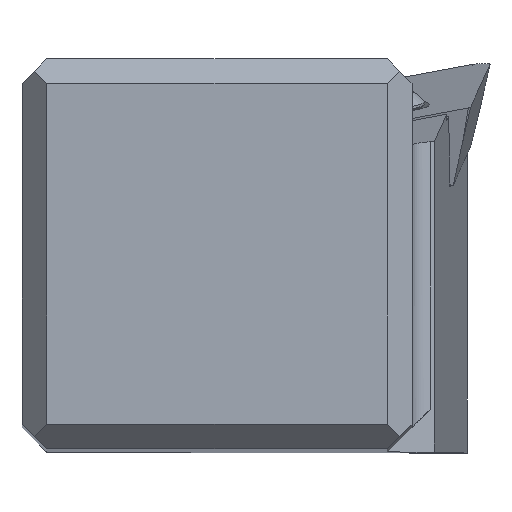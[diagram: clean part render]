
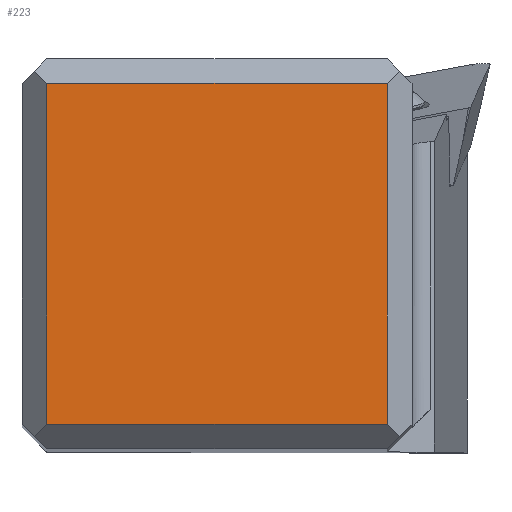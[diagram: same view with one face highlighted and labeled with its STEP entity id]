
A CAD part, top view. The second image highlights one B-rep face of the part: STEP entity #223.
In plain terms, the highlighted planar face has unit normal (0, 0, 1).
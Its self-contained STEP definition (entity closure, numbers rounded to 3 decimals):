
#142=FACE_OUTER_BOUND('',#364,.T.);
#223=ADVANCED_FACE('',(#142),#293,.T.);
#293=PLANE('',#1785);
#364=EDGE_LOOP('',(#639,#640,#641,#642));
#639=ORIENTED_EDGE('',*,*,#1142,.F.);
#640=ORIENTED_EDGE('',*,*,#1143,.T.);
#641=ORIENTED_EDGE('',*,*,#1144,.T.);
#642=ORIENTED_EDGE('',*,*,#1099,.F.);
#924=VERTEX_POINT('',#2525);
#925=VERTEX_POINT('',#2527);
#952=VERTEX_POINT('',#2610);
#953=VERTEX_POINT('',#2614);
#1099=EDGE_CURVE('',#924,#925,#1420,.T.);
#1142=EDGE_CURVE('',#952,#924,#1459,.T.);
#1143=EDGE_CURVE('',#952,#953,#1460,.T.);
#1144=EDGE_CURVE('',#953,#925,#1461,.T.);
#1420=LINE('',#2526,#1567);
#1459=LINE('',#2611,#1606);
#1460=LINE('',#2613,#1607);
#1461=LINE('',#2615,#1608);
#1567=VECTOR('',#2057,1.);
#1606=VECTOR('',#2132,1.);
#1607=VECTOR('',#2135,1.);
#1608=VECTOR('',#2136,1.);
#1785=AXIS2_PLACEMENT_3D('',#2616,#2137,#2138);
#2057=DIRECTION('',(-1.,0.,0.));
#2132=DIRECTION('',(0.,-1.,0.));
#2135=DIRECTION('',(-1.,0.,0.));
#2136=DIRECTION('',(0.,-1.,0.));
#2137=DIRECTION('',(0.,0.,1.));
#2138=DIRECTION('',(1.,0.,0.));
#2525=CARTESIAN_POINT('',(14.875,1.,0.));
#2526=CARTESIAN_POINT('',(14.875,1.,0.));
#2527=CARTESIAN_POINT('',(1.,1.,0.));
#2610=CARTESIAN_POINT('',(14.875,14.875,0.));
#2611=CARTESIAN_POINT('',(14.875,14.875,0.));
#2613=CARTESIAN_POINT('',(14.875,14.875,0.));
#2614=CARTESIAN_POINT('',(1.,14.875,0.));
#2615=CARTESIAN_POINT('',(1.,14.875,0.));
#2616=CARTESIAN_POINT('',(7.938,7.938,0.));
